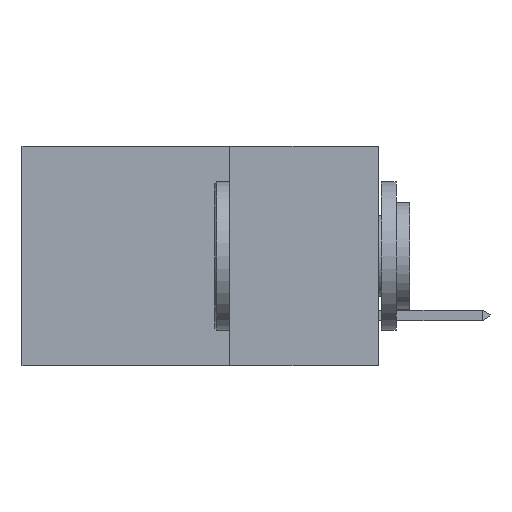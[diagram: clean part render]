
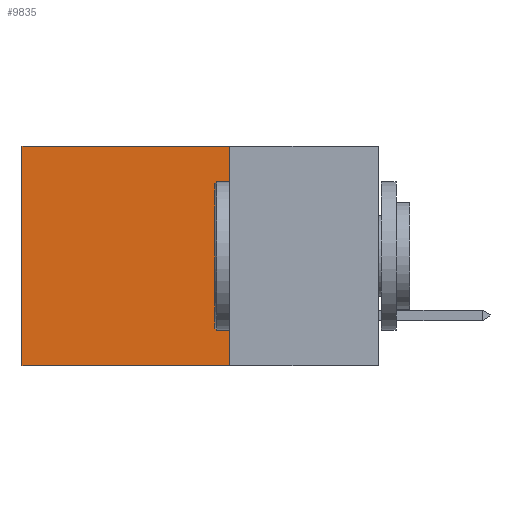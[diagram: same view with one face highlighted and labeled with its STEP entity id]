
A CAD part, left-side view. The second image highlights one B-rep face of the part: STEP entity #9835.
In plain terms, the highlighted planar face has unit normal (-1, 0, 0).
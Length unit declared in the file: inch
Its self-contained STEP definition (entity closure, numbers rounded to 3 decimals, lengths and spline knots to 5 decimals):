
#90 = CARTESIAN_POINT ( 'NONE',  ( 0.2615, 0.25, -0.37 ) ) ;
#2364 = DIRECTION ( 'NONE',  ( 1., 0., 0. ) ) ;
#2577 = ORIENTED_EDGE ( 'NONE', *, *, #19149, .F. ) ;
#2902 = FACE_OUTER_BOUND ( 'NONE', #17658, .T. ) ;
#3567 = LINE ( 'NONE', #25780, #20020 ) ;
#3806 = LINE ( 'NONE', #20113, #14303 ) ;
#4211 = CARTESIAN_POINT ( 'NONE',  ( 0.2615, 0.6, 0. ) ) ;
#5505 = LINE ( 'NONE', #11541, #26243 ) ;
#6926 = PLANE ( 'NONE',  #16760 ) ;
#7463 = DIRECTION ( 'NONE',  ( 0., 1., 0. ) ) ;
#7601 = CARTESIAN_POINT ( 'NONE',  ( 0.2615, 0.6, -0.37 ) ) ;
#8528 = CARTESIAN_POINT ( 'NONE',  ( 0.2615, 0.25, 0. ) ) ;
#8581 = CARTESIAN_POINT ( 'NONE',  ( 0.2615, 0.6, -0.37 ) ) ;
#9039 = ORIENTED_EDGE ( 'NONE', *, *, #14279, .F. ) ;
#9835 = ADVANCED_FACE ( 'NONE', ( #2902 ), #6926, .F. ) ;
#9960 = DIRECTION ( 'NONE',  ( 0., 0., -1. ) ) ;
#11541 = CARTESIAN_POINT ( 'NONE',  ( 0.2615, 0.25, 0. ) ) ;
#11565 = EDGE_CURVE ( 'NONE', #25645, #18608, #5505, .T. ) ;
#13365 = DIRECTION ( 'NONE',  ( 0., 0., -1. ) ) ;
#13625 = LINE ( 'NONE', #7601, #20102 ) ;
#14279 = EDGE_CURVE ( 'NONE', #25645, #20568, #3806, .T. ) ;
#14303 = VECTOR ( 'NONE', #9960, 39.37008 ) ;
#16760 = AXIS2_PLACEMENT_3D ( 'NONE', #19217, #2364, #24838 ) ;
#16940 = ORIENTED_EDGE ( 'NONE', *, *, #25243, .T. ) ;
#17658 = EDGE_LOOP ( 'NONE', ( #16940, #2577, #9039, #21423 ) ) ;
#18608 = VERTEX_POINT ( 'NONE', #4211 ) ;
#19149 = EDGE_CURVE ( 'NONE', #20568, #21565, #3567, .T. ) ;
#19217 = CARTESIAN_POINT ( 'NONE',  ( 0.2615, 0.25, -0.37 ) ) ;
#20020 = VECTOR ( 'NONE', #7463, 39.37008 ) ;
#20102 = VECTOR ( 'NONE', #13365, 39.37008 ) ;
#20113 = CARTESIAN_POINT ( 'NONE',  ( 0.2615, 0.25, -0.37 ) ) ;
#20568 = VERTEX_POINT ( 'NONE', #90 ) ;
#21423 = ORIENTED_EDGE ( 'NONE', *, *, #11565, .T. ) ;
#21565 = VERTEX_POINT ( 'NONE', #8581 ) ;
#23828 = DIRECTION ( 'NONE',  ( 0., 1., 0. ) ) ;
#24838 = DIRECTION ( 'NONE',  ( 0., 0., -1. ) ) ;
#25243 = EDGE_CURVE ( 'NONE', #18608, #21565, #13625, .T. ) ;
#25645 = VERTEX_POINT ( 'NONE', #8528 ) ;
#25780 = CARTESIAN_POINT ( 'NONE',  ( 0.2615, 0.25, -0.37 ) ) ;
#26243 = VECTOR ( 'NONE', #23828, 39.37008 ) ;
